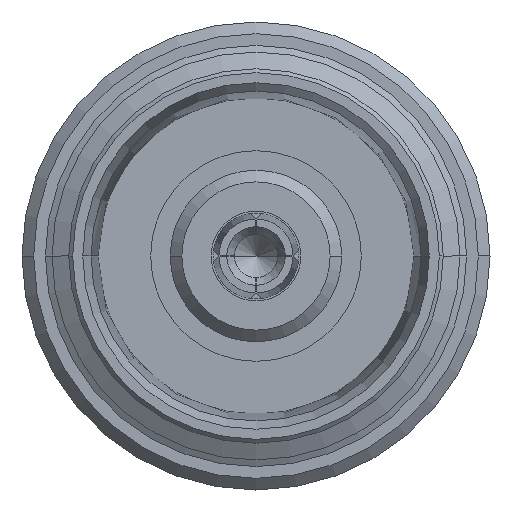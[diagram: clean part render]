
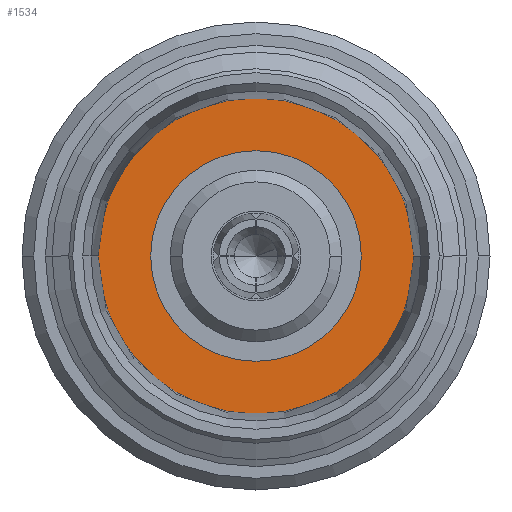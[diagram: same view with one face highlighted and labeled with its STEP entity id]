
A CAD part, left-side view. The second image highlights one B-rep face of the part: STEP entity #1534.
In plain terms, the highlighted planar face has unit normal (-1, 0, 0).
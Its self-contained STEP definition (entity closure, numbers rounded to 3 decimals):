
#51 = DIRECTION ( 'NONE',  ( -1., 0., 0. ) ) ;
#105 = CARTESIAN_POINT ( 'NONE',  ( -4.453, 0., 0. ) ) ;
#374 = FACE_OUTER_BOUND ( 'NONE', #1500, .T. ) ;
#381 = FACE_BOUND ( 'NONE', #3273, .T. ) ;
#439 = CARTESIAN_POINT ( 'NONE',  ( -4.453, 2.7, 0. ) ) ;
#810 = ORIENTED_EDGE ( 'NONE', *, *, #2037, .F. ) ;
#819 = ORIENTED_EDGE ( 'NONE', *, *, #3367, .F. ) ;
#857 = ORIENTED_EDGE ( 'NONE', *, *, #3379, .T. ) ;
#881 = ORIENTED_EDGE ( 'NONE', *, *, #2000, .T. ) ;
#1500 = EDGE_LOOP ( 'NONE', ( #857, #881 ) ) ;
#1506 = AXIS2_PLACEMENT_3D ( 'NONE', #4916, #4901, #4884 ) ;
#1534 = ADVANCED_FACE ( 'NONE', ( #381, #374 ), #3884, .F. ) ;
#1544 = AXIS2_PLACEMENT_3D ( 'NONE', #105, #51, #2046 ) ;
#1962 = CARTESIAN_POINT ( 'NONE',  ( -4.453, -2.7, 0. ) ) ;
#2000 = EDGE_CURVE ( 'NONE', #3223, #3533, #3840, .T. ) ;
#2037 = EDGE_CURVE ( 'NONE', #3786, #3372, #3642, .T. ) ;
#2046 = DIRECTION ( 'NONE',  ( 0., -1., 0. ) ) ;
#2263 = DIRECTION ( 'NONE',  ( 1., 0., 0. ) ) ;
#3223 = VERTEX_POINT ( 'NONE', #4657 ) ;
#3273 = EDGE_LOOP ( 'NONE', ( #810, #819 ) ) ;
#3367 = EDGE_CURVE ( 'NONE', #3372, #3786, #4924, .T. ) ;
#3372 = VERTEX_POINT ( 'NONE', #439 ) ;
#3379 = EDGE_CURVE ( 'NONE', #3533, #3223, #4881, .T. ) ;
#3408 = DIRECTION ( 'NONE',  ( 0., 1., 0. ) ) ;
#3533 = VERTEX_POINT ( 'NONE', #4082 ) ;
#3634 = CARTESIAN_POINT ( 'NONE',  ( -4.453, 4.05, 0. ) ) ;
#3642 = CIRCLE ( 'NONE', #4135, 2.7 ) ;
#3786 = VERTEX_POINT ( 'NONE', #1962 ) ;
#3840 = CIRCLE ( 'NONE', #4223, 4.05 ) ;
#3884 = PLANE ( 'NONE',  #4929 ) ;
#4082 = CARTESIAN_POINT ( 'NONE',  ( -4.453, -4.05, 0. ) ) ;
#4135 = AXIS2_PLACEMENT_3D ( 'NONE', #4780, #4777, #4774 ) ;
#4223 = AXIS2_PLACEMENT_3D ( 'NONE', #4879, #4877, #4876 ) ;
#4657 = CARTESIAN_POINT ( 'NONE',  ( -4.453, 4.05, 0. ) ) ;
#4774 = DIRECTION ( 'NONE',  ( 0., -1., 0. ) ) ;
#4777 = DIRECTION ( 'NONE',  ( -1., 0., 0. ) ) ;
#4780 = CARTESIAN_POINT ( 'NONE',  ( -4.453, 0., 0. ) ) ;
#4876 = DIRECTION ( 'NONE',  ( 0., -1., 0. ) ) ;
#4877 = DIRECTION ( 'NONE',  ( -1., 0., 0. ) ) ;
#4879 = CARTESIAN_POINT ( 'NONE',  ( -4.453, 0., 0. ) ) ;
#4881 = CIRCLE ( 'NONE', #1506, 4.05 ) ;
#4884 = DIRECTION ( 'NONE',  ( 0., -1., 0. ) ) ;
#4901 = DIRECTION ( 'NONE',  ( -1., 0., 0. ) ) ;
#4916 = CARTESIAN_POINT ( 'NONE',  ( -4.453, 0., 0. ) ) ;
#4924 = CIRCLE ( 'NONE', #1544, 2.7 ) ;
#4929 = AXIS2_PLACEMENT_3D ( 'NONE', #3634, #2263, #3408 ) ;
